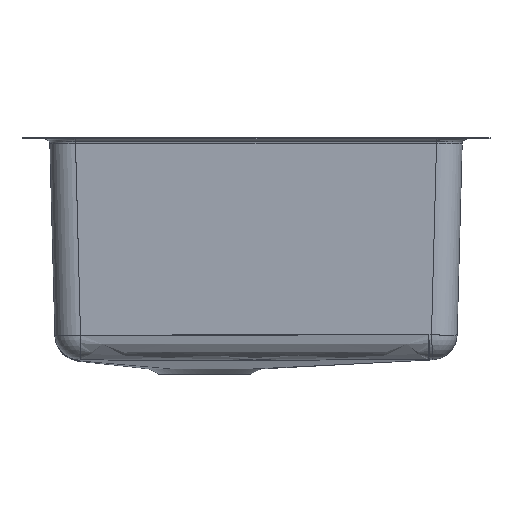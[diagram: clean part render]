
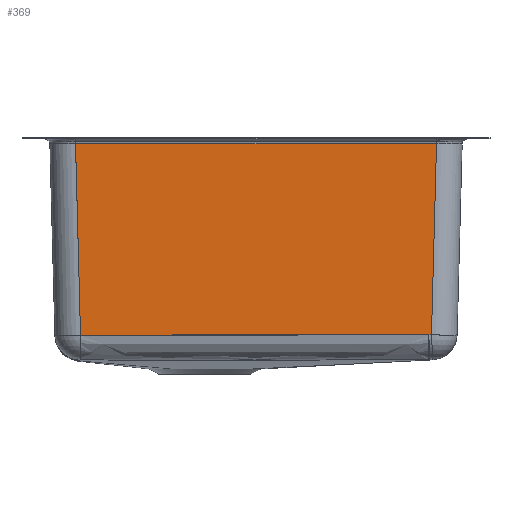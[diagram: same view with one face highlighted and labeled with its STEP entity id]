
A CAD part, left-side view. The second image highlights one B-rep face of the part: STEP entity #369.
In plain terms, the highlighted planar face has unit normal (-1, 0, -0.026).
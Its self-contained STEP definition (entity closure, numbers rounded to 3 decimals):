
#234=LINE('',#4029,#290);
#235=LINE('',#4031,#291);
#237=LINE('',#4037,#293);
#290=VECTOR('',#1880,1.);
#291=VECTOR('',#1883,1.);
#293=VECTOR('',#1889,1.);
#369=ADVANCED_FACE('',(#576),#407,.F.);
#407=PLANE('',#1613);
#508=B_SPLINE_CURVE_WITH_KNOTS('',3,(#3968,#3969,#3970,#3971),.UNSPECIFIED.,
.F.,.F.,(4,4),(0.,1.),.UNSPECIFIED.);
#509=B_SPLINE_CURVE_WITH_KNOTS('',3,(#3984,#3985,#3986,#3987,#3988,#3989,
#3990,#3991,#3992,#3993,#3994,#3995,#3996),.UNSPECIFIED.,.F.,.F.,(4,3,3,
3,4),(0.,0.086,0.504,0.922,1.),.UNSPECIFIED.);
#576=FACE_OUTER_BOUND('',#674,.T.);
#674=EDGE_LOOP('',(#1016,#1017,#1018,#1019,#1020));
#1016=ORIENTED_EDGE('',*,*,#1484,.T.);
#1017=ORIENTED_EDGE('',*,*,#1488,.T.);
#1018=ORIENTED_EDGE('',*,*,#1485,.T.);
#1019=ORIENTED_EDGE('',*,*,#1476,.T.);
#1020=ORIENTED_EDGE('',*,*,#1475,.T.);
#1271=VERTEX_POINT('',#3764);
#1279=VERTEX_POINT('',#3967);
#1280=VERTEX_POINT('',#3997);
#1282=VERTEX_POINT('',#4028);
#1283=VERTEX_POINT('',#4032);
#1475=EDGE_CURVE('',#1271,#1279,#508,.T.);
#1476=EDGE_CURVE('',#1280,#1271,#509,.T.);
#1484=EDGE_CURVE('',#1279,#1282,#234,.T.);
#1485=EDGE_CURVE('',#1283,#1280,#235,.T.);
#1488=EDGE_CURVE('',#1282,#1283,#237,.T.);
#1613=AXIS2_PLACEMENT_3D('',#4038,#1890,#1891);
#1880=DIRECTION('',(-0.026,-0.026,0.999));
#1883=DIRECTION('',(0.026,-0.026,-0.999));
#1889=DIRECTION('',(0.,1.,0.));
#1890=DIRECTION('',(1.,0.,0.026));
#1891=DIRECTION('',(0.026,0.,-1.));
#3764=CARTESIAN_POINT('',(-220.974,-168.352,-191.947));
#3967=CARTESIAN_POINT('',(-220.977,-170.986,-191.82));
#3968=CARTESIAN_POINT('',(-220.974,-168.352,-191.947));
#3969=CARTESIAN_POINT('',(-220.975,-169.23,-191.905));
#3970=CARTESIAN_POINT('',(-220.976,-170.108,-191.862));
#3971=CARTESIAN_POINT('',(-220.977,-170.986,-191.82));
#3984=CARTESIAN_POINT('',(-220.972,170.98,-192.02));
#3985=CARTESIAN_POINT('',(-220.972,161.293,-192.028));
#3986=CARTESIAN_POINT('',(-220.971,151.607,-192.036));
#3987=CARTESIAN_POINT('',(-220.971,141.92,-192.043));
#3988=CARTESIAN_POINT('',(-220.97,94.613,-192.078));
#3989=CARTESIAN_POINT('',(-220.97,47.307,-192.092));
#3990=CARTESIAN_POINT('',(-220.97,0.001,-192.078));
#3991=CARTESIAN_POINT('',(-220.971,-47.306,-192.065));
#3992=CARTESIAN_POINT('',(-220.972,-94.612,-192.025));
#3993=CARTESIAN_POINT('',(-220.973,-141.918,-191.976));
#3994=CARTESIAN_POINT('',(-220.973,-150.729,-191.966));
#3995=CARTESIAN_POINT('',(-220.973,-159.541,-191.957));
#3996=CARTESIAN_POINT('',(-220.974,-168.352,-191.947));
#3997=CARTESIAN_POINT('',(-220.972,170.98,-192.02));
#4028=CARTESIAN_POINT('',(-225.846,-175.855,-5.869));
#4029=CARTESIAN_POINT('',(-225.879,-175.888,-4.603));
#4031=CARTESIAN_POINT('',(-225.879,175.888,-4.603));
#4032=CARTESIAN_POINT('',(-225.846,175.855,-5.869));
#4037=CARTESIAN_POINT('',(-225.846,0.,-5.869));
#4038=CARTESIAN_POINT('',(-226.,0.,0.));
